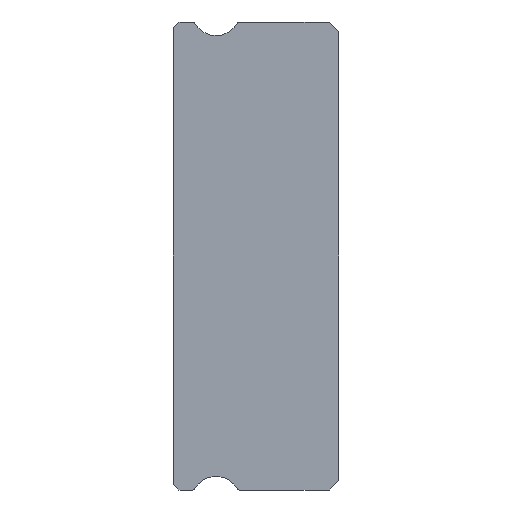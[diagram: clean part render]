
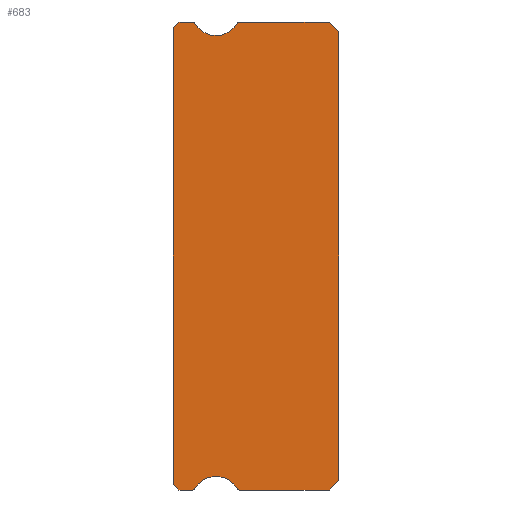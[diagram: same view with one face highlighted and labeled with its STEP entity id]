
A CAD part, left-side view. The second image highlights one B-rep face of the part: STEP entity #683.
In plain terms, the highlighted planar face has unit normal (-1, 0, 0).
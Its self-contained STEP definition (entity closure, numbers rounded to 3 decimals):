
#4 = ORIENTED_EDGE ( 'NONE', *, *, #851, .F. ) ;
#34 = AXIS2_PLACEMENT_3D ( 'NONE', #472, #2384, #1583 ) ;
#39 = LINE ( 'NONE', #370, #1762 ) ;
#52 = ORIENTED_EDGE ( 'NONE', *, *, #2727, .F. ) ;
#59 = CARTESIAN_POINT ( 'NONE',  ( -10., 6.3, 12.55 ) ) ;
#105 = CARTESIAN_POINT ( 'NONE',  ( -10., 7.383, 11.925 ) ) ;
#112 = EDGE_CURVE ( 'NONE', #3082, #529, #626, .T. ) ;
#124 = CARTESIAN_POINT ( 'NONE',  ( -10., 8.2, 12. ) ) ;
#145 = VECTOR ( 'NONE', #2532, 1000. ) ;
#173 = ORIENTED_EDGE ( 'NONE', *, *, #2584, .F. ) ;
#174 = EDGE_CURVE ( 'NONE', #1479, #2853, #39, .T. ) ;
#186 = ORIENTED_EDGE ( 'NONE', *, *, #366, .F. ) ;
#206 = CARTESIAN_POINT ( 'NONE',  ( -10., 7.512, -11.85 ) ) ;
#270 = VECTOR ( 'NONE', #1811, 1000. ) ;
#304 = EDGE_CURVE ( 'NONE', #2842, #353, #731, .T. ) ;
#344 = CARTESIAN_POINT ( 'NONE',  ( -10., 8.5, 11.7 ) ) ;
#353 = VERTEX_POINT ( 'NONE', #920 ) ;
#354 = DIRECTION ( 'NONE',  ( 0., 0., -1. ) ) ;
#355 = ORIENTED_EDGE ( 'NONE', *, *, #304, .F. ) ;
#361 = DIRECTION ( 'NONE',  ( 0., 0., -1. ) ) ;
#364 = CARTESIAN_POINT ( 'NONE',  ( -10., 7.383, -11.925 ) ) ;
#366 = EDGE_CURVE ( 'NONE', #2972, #2264, #3581, .T. ) ;
#370 = CARTESIAN_POINT ( 'NONE',  ( -10., 0., -11.5 ) ) ;
#386 = AXIS2_PLACEMENT_3D ( 'NONE', #59, #2034, #361 ) ;
#407 = LINE ( 'NONE', #2235, #270 ) ;
#426 = CARTESIAN_POINT ( 'NONE',  ( -10., 7.512, 12. ) ) ;
#431 = CARTESIAN_POINT ( 'NONE',  ( -10., 8.2, -12. ) ) ;
#435 = VECTOR ( 'NONE', #2390, 1000. ) ;
#443 = AXIS2_PLACEMENT_3D ( 'NONE', #575, #1681, #2791 ) ;
#472 = CARTESIAN_POINT ( 'NONE',  ( -10., 5.088, 11.85 ) ) ;
#504 = CARTESIAN_POINT ( 'NONE',  ( -10., 8.5, -11.7 ) ) ;
#529 = VERTEX_POINT ( 'NONE', #344 ) ;
#559 = CIRCLE ( 'NONE', #1311, 1.25 ) ;
#575 = CARTESIAN_POINT ( 'NONE',  ( -10., 5.088, -11.85 ) ) ;
#590 = CARTESIAN_POINT ( 'NONE',  ( -10., 8.2, -12. ) ) ;
#626 = LINE ( 'NONE', #1174, #2701 ) ;
#648 = DIRECTION ( 'NONE',  ( 0., 0., -1. ) ) ;
#683 = ADVANCED_FACE ( 'NONE', ( #2849 ), #3215, .F. ) ;
#731 = LINE ( 'NONE', #426, #1877 ) ;
#800 = DIRECTION ( 'NONE',  ( 0., 0., -1. ) ) ;
#810 = DIRECTION ( 'NONE',  ( 1., 0., 0. ) ) ;
#851 = EDGE_CURVE ( 'NONE', #1639, #2842, #3238, .T. ) ;
#920 = CARTESIAN_POINT ( 'NONE',  ( -10., 0.5, 12. ) ) ;
#922 = ORIENTED_EDGE ( 'NONE', *, *, #1405, .F. ) ;
#1013 = DIRECTION ( 'NONE',  ( 0., 0., -1. ) ) ;
#1027 = EDGE_CURVE ( 'NONE', #1609, #3097, #2827, .T. ) ;
#1029 = CARTESIAN_POINT ( 'NONE',  ( -10., 7.512, 12. ) ) ;
#1048 = EDGE_CURVE ( 'NONE', #1171, #2264, #2862, .T. ) ;
#1054 = ORIENTED_EDGE ( 'NONE', *, *, #174, .F. ) ;
#1070 = VECTOR ( 'NONE', #1430, 1000. ) ;
#1076 = DIRECTION ( 'NONE',  ( -1., 0., 0. ) ) ;
#1145 = CARTESIAN_POINT ( 'NONE',  ( -10., 0.5, 12. ) ) ;
#1151 = DIRECTION ( 'NONE',  ( 1., 0., 0. ) ) ;
#1171 = VERTEX_POINT ( 'NONE', #431 ) ;
#1174 = CARTESIAN_POINT ( 'NONE',  ( -10., 8.5, 11.7 ) ) ;
#1187 = CARTESIAN_POINT ( 'NONE',  ( -10., 7.512, -12. ) ) ;
#1217 = LINE ( 'NONE', #1145, #1070 ) ;
#1219 = CARTESIAN_POINT ( 'NONE',  ( -10., 7.512, -12. ) ) ;
#1256 = EDGE_CURVE ( 'NONE', #1334, #529, #3180, .T. ) ;
#1311 = AXIS2_PLACEMENT_3D ( 'NONE', #2586, #3149, #354 ) ;
#1334 = VERTEX_POINT ( 'NONE', #504 ) ;
#1388 = ORIENTED_EDGE ( 'NONE', *, *, #2576, .F. ) ;
#1405 = EDGE_CURVE ( 'NONE', #2489, #2997, #1994, .T. ) ;
#1407 = ORIENTED_EDGE ( 'NONE', *, *, #112, .T. ) ;
#1425 = EDGE_CURVE ( 'NONE', #2853, #2489, #407, .T. ) ;
#1430 = DIRECTION ( 'NONE',  ( 0., -0.707, -0.707 ) ) ;
#1462 = ORIENTED_EDGE ( 'NONE', *, *, #1027, .F. ) ;
#1479 = VERTEX_POINT ( 'NONE', #3187 ) ;
#1543 = CARTESIAN_POINT ( 'NONE',  ( -10., 8.5, 11.85 ) ) ;
#1551 = ORIENTED_EDGE ( 'NONE', *, *, #1425, .F. ) ;
#1575 = EDGE_CURVE ( 'NONE', #1334, #1171, #3080, .T. ) ;
#1583 = DIRECTION ( 'NONE',  ( 0., 0., -1. ) ) ;
#1609 = VERTEX_POINT ( 'NONE', #1029 ) ;
#1616 = DIRECTION ( 'NONE',  ( 1., 0., 0. ) ) ;
#1617 = CARTESIAN_POINT ( 'NONE',  ( -10., 6.3, 11.3 ) ) ;
#1639 = VERTEX_POINT ( 'NONE', #3530 ) ;
#1681 = DIRECTION ( 'NONE',  ( 1., 0., 0. ) ) ;
#1710 = VECTOR ( 'NONE', #2014, 1000. ) ;
#1762 = VECTOR ( 'NONE', #3116, 1000. ) ;
#1811 = DIRECTION ( 'NONE',  ( 0., 1., 0. ) ) ;
#1823 = CARTESIAN_POINT ( 'NONE',  ( -10., 7.512, 11.85 ) ) ;
#1825 = ORIENTED_EDGE ( 'NONE', *, *, #2612, .T. ) ;
#1874 = VECTOR ( 'NONE', #3242, 1000. ) ;
#1877 = VECTOR ( 'NONE', #3490, 1000. ) ;
#1884 = CARTESIAN_POINT ( 'NONE',  ( -10., 0.5, -12. ) ) ;
#1942 = CIRCLE ( 'NONE', #386, 1.25 ) ;
#1980 = EDGE_CURVE ( 'NONE', #1479, #2142, #3487, .T. ) ;
#1994 = CIRCLE ( 'NONE', #443, 0.15 ) ;
#2000 = AXIS2_PLACEMENT_3D ( 'NONE', #1823, #1616, #3254 ) ;
#2014 = DIRECTION ( 'NONE',  ( 0., 1., 0. ) ) ;
#2030 = VERTEX_POINT ( 'NONE', #1617 ) ;
#2034 = DIRECTION ( 'NONE',  ( -1., 0., 0. ) ) ;
#2121 = AXIS2_PLACEMENT_3D ( 'NONE', #206, #810, #1013 ) ;
#2142 = VERTEX_POINT ( 'NONE', #2458 ) ;
#2231 = ORIENTED_EDGE ( 'NONE', *, *, #1980, .T. ) ;
#2232 = AXIS2_PLACEMENT_3D ( 'NONE', #3397, #1151, #648 ) ;
#2235 = CARTESIAN_POINT ( 'NONE',  ( -10., 7.512, -12. ) ) ;
#2252 = LINE ( 'NONE', #3374, #1710 ) ;
#2264 = VERTEX_POINT ( 'NONE', #1187 ) ;
#2365 = DIRECTION ( 'NONE',  ( 0., 0., 1. ) ) ;
#2384 = DIRECTION ( 'NONE',  ( 1., 0., 0. ) ) ;
#2390 = DIRECTION ( 'NONE',  ( 0., -0.707, -0.707 ) ) ;
#2397 = ORIENTED_EDGE ( 'NONE', *, *, #2632, .F. ) ;
#2425 = CARTESIAN_POINT ( 'NONE',  ( -10., 5.088, 12. ) ) ;
#2458 = CARTESIAN_POINT ( 'NONE',  ( -10., 0., 11.5 ) ) ;
#2487 = ORIENTED_EDGE ( 'NONE', *, *, #1575, .T. ) ;
#2489 = VERTEX_POINT ( 'NONE', #3322 ) ;
#2491 = EDGE_LOOP ( 'NONE', ( #2984, #2487, #3296, #186, #2397, #922, #1551, #1054, #2231, #173, #355, #4, #52, #1388, #1462, #1825, #1407 ) ) ;
#2532 = DIRECTION ( 'NONE',  ( 0., -1., 0. ) ) ;
#2576 = EDGE_CURVE ( 'NONE', #3097, #2030, #2708, .T. ) ;
#2584 = EDGE_CURVE ( 'NONE', #353, #2142, #1217, .T. ) ;
#2586 = CARTESIAN_POINT ( 'NONE',  ( -10., 6.3, -12.55 ) ) ;
#2612 = EDGE_CURVE ( 'NONE', #1609, #3082, #2252, .T. ) ;
#2632 = EDGE_CURVE ( 'NONE', #2997, #2972, #559, .T. ) ;
#2701 = VECTOR ( 'NONE', #3355, 1000. ) ;
#2708 = CIRCLE ( 'NONE', #3291, 1.25 ) ;
#2727 = EDGE_CURVE ( 'NONE', #2030, #1639, #1942, .T. ) ;
#2791 = DIRECTION ( 'NONE',  ( 0., 0., -1. ) ) ;
#2827 = CIRCLE ( 'NONE', #2232, 0.15 ) ;
#2842 = VERTEX_POINT ( 'NONE', #2425 ) ;
#2849 = FACE_OUTER_BOUND ( 'NONE', #2491, .T. ) ;
#2853 = VERTEX_POINT ( 'NONE', #1884 ) ;
#2862 = LINE ( 'NONE', #1219, #145 ) ;
#2972 = VERTEX_POINT ( 'NONE', #364 ) ;
#2984 = ORIENTED_EDGE ( 'NONE', *, *, #1256, .F. ) ;
#2997 = VERTEX_POINT ( 'NONE', #3091 ) ;
#3048 = VECTOR ( 'NONE', #2365, 1000. ) ;
#3080 = LINE ( 'NONE', #590, #435 ) ;
#3082 = VERTEX_POINT ( 'NONE', #124 ) ;
#3091 = CARTESIAN_POINT ( 'NONE',  ( -10., 5.217, -11.925 ) ) ;
#3097 = VERTEX_POINT ( 'NONE', #105 ) ;
#3116 = DIRECTION ( 'NONE',  ( 0., 0.707, -0.707 ) ) ;
#3149 = DIRECTION ( 'NONE',  ( -1., 0., 0. ) ) ;
#3180 = LINE ( 'NONE', #1543, #3048 ) ;
#3187 = CARTESIAN_POINT ( 'NONE',  ( -10., 0., -11.5 ) ) ;
#3215 = PLANE ( 'NONE',  #2000 ) ;
#3238 = CIRCLE ( 'NONE', #34, 0.15 ) ;
#3242 = DIRECTION ( 'NONE',  ( 0., 0., 1. ) ) ;
#3254 = DIRECTION ( 'NONE',  ( 0., 0., -1. ) ) ;
#3291 = AXIS2_PLACEMENT_3D ( 'NONE', #3576, #1076, #800 ) ;
#3296 = ORIENTED_EDGE ( 'NONE', *, *, #1048, .T. ) ;
#3322 = CARTESIAN_POINT ( 'NONE',  ( -10., 5.088, -12. ) ) ;
#3355 = DIRECTION ( 'NONE',  ( 0., 0.707, -0.707 ) ) ;
#3374 = CARTESIAN_POINT ( 'NONE',  ( -10., 8.2, 12. ) ) ;
#3397 = CARTESIAN_POINT ( 'NONE',  ( -10., 7.512, 11.85 ) ) ;
#3487 = LINE ( 'NONE', #3503, #1874 ) ;
#3490 = DIRECTION ( 'NONE',  ( 0., -1., 0. ) ) ;
#3503 = CARTESIAN_POINT ( 'NONE',  ( -10., 0., 11.5 ) ) ;
#3530 = CARTESIAN_POINT ( 'NONE',  ( -10., 5.217, 11.925 ) ) ;
#3576 = CARTESIAN_POINT ( 'NONE',  ( -10., 6.3, 12.55 ) ) ;
#3581 = CIRCLE ( 'NONE', #2121, 0.15 ) ;
